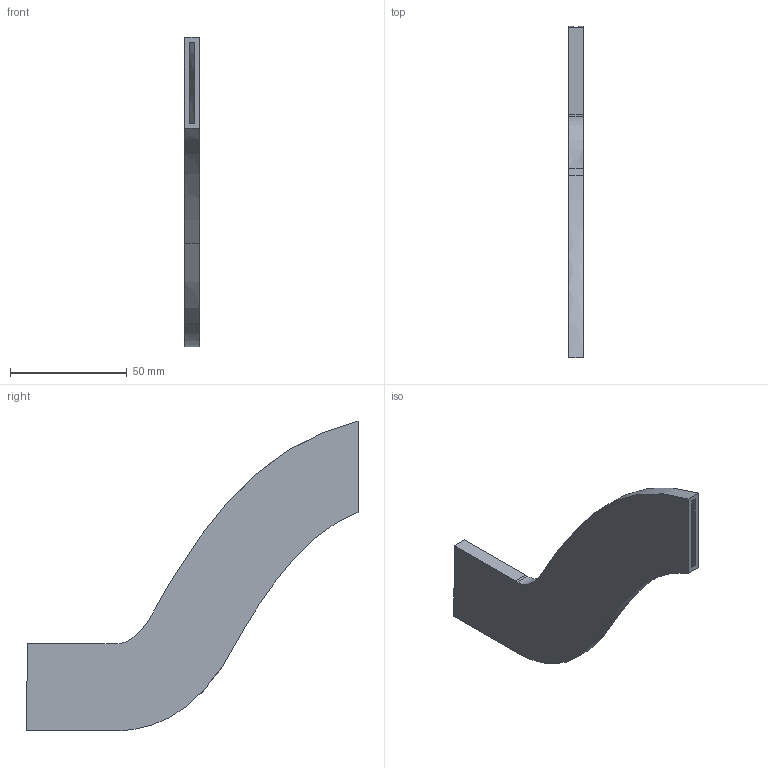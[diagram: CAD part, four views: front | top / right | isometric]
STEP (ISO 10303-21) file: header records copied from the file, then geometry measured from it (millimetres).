
FILE_DESCRIPTION(/* description */ (''),/* implementation_level */ '2;1');
FILE_NAME(/* name */ 'Chute v4.step',/* time_stamp */ '2025-08-06T00:59:39-04:00',/* author */ (''),/* organization */ (''),/* preprocessor_version */ 'ST-DEVELOPER v20.1',/* originating_system */ 'Autodesk Translation Framework v14.10.0.0',/* authorisation */ '');
FILE_SCHEMA (('AUTOMOTIVE_DESIGN { 1 0 10303 214 3 1 1 }'));
Length unit declared in the file: millimetre
Products named in the file (1): Chute
Bounding box: 6.2 x 142.37 x 132.65 mm (x, y, z)
Volume: 28890.8 mm3; surface area: 29465.7 mm2
Topology: 1 solids, 1 shells, 23 faces, 66 edges, 44 vertices
Faces by surface type: bspline 12, plane 11
Entity records: 1239 total; most frequent: CARTESIAN_POINT 712, ORIENTED_EDGE 132, EDGE_CURVE 66, DIRECTION 50, VERTEX_POINT 44, B_SPLINE_CURVE_WITH_KNOTS 40, LINE 26, VECTOR 26
